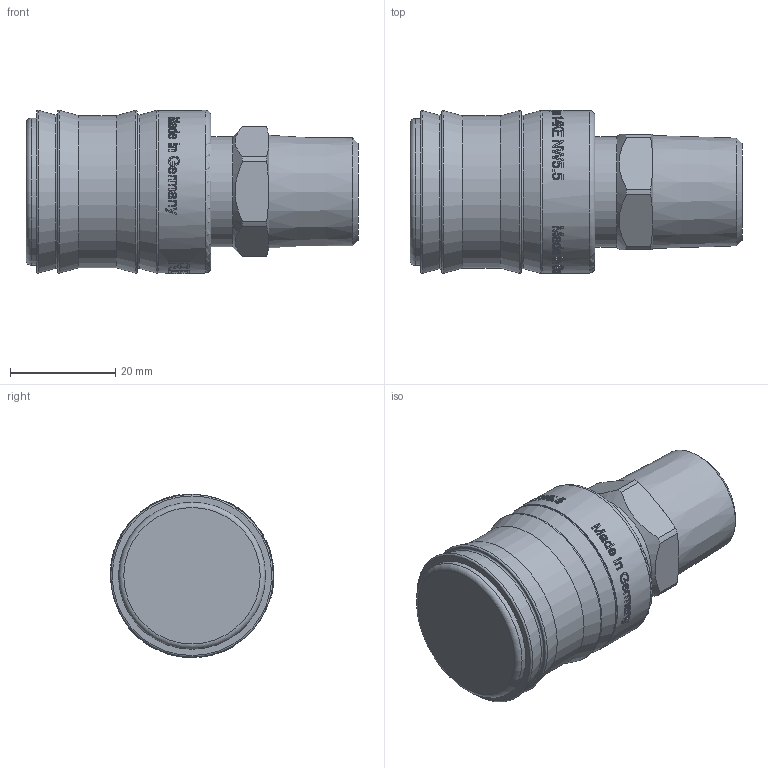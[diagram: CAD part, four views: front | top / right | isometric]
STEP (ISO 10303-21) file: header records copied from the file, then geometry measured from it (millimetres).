
FILE_DESCRIPTION(/* description */ (''),/* implementation_level */ '2;1');
FILE_NAME(/* name */ '14keak21mpn.stp',/* time_stamp */ '2021-06-15T08:12:35+02:00',/* author */ ('IA176480'),/* organization */ (''),/* preprocessor_version */ 'ST-DEVELOPER v17.2',/* originating_system */ 'Autodesk Inventor 2019',/* authorisation */ '');
FILE_SCHEMA (('CONFIG_CONTROL_DESIGN'));
Products named in the file (1): 14KEAK21MPN
Bounding box: 63.23 x 31.2 x 31.1 mm (x, y, z)
Volume: 34892.2 mm3; surface area: 7441.8 mm2
Topology: 1 solids, 6 shells, 551 faces, 1486 edges, 994 vertices
Faces by surface type: bspline 250, plane 213, cylinder 64, cone 16, torus 8
Full cylindrical faces by diameter (mm): 16.485 x1, 16.65 x1, 17 x1, 21 x1, 28 x1, 29 x1, 31 x1
Entity records: 72945 total; most frequent: CARTESIAN_POINT 60377, ORIENTED_EDGE 2972, DIRECTION 1606, EDGE_CURVE 1486, VERTEX_POINT 994, B_SPLINE_CURVE_WITH_KNOTS 674, EDGE_LOOP 600, LINE 584
